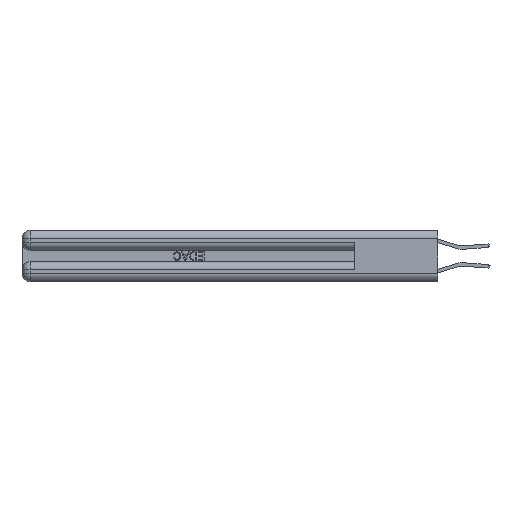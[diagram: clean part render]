
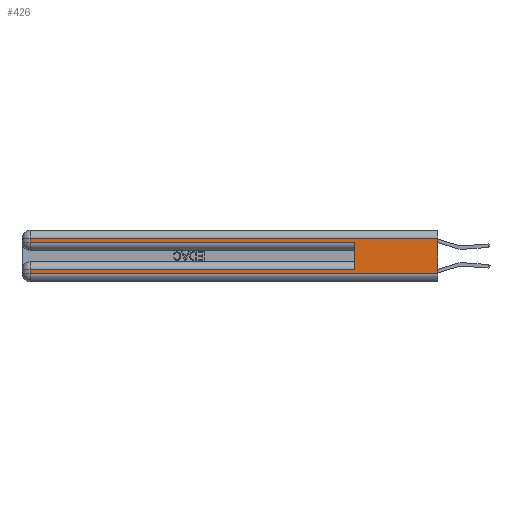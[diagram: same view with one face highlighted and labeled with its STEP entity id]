
A CAD part, left-side view. The second image highlights one B-rep face of the part: STEP entity #426.
In plain terms, the highlighted planar face has unit normal (-1, 0, 0).
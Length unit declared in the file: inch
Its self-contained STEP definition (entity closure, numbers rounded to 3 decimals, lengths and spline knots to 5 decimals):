
#426 = ADVANCED_FACE ( 'NONE', ( #4187 ), #19699, .F. ) ;
#1632 = VERTEX_POINT ( 'NONE', #24087 ) ;
#2265 = AXIS2_PLACEMENT_3D ( 'NONE', #29897, #22379, #9559 ) ;
#2779 = CARTESIAN_POINT ( 'NONE',  ( 0., 0.6, 0.285 ) ) ;
#3135 = CARTESIAN_POINT ( 'NONE',  ( 0., 2.94, 0.37 ) ) ;
#4187 = FACE_OUTER_BOUND ( 'NONE', #21323, .T. ) ;
#4372 = CARTESIAN_POINT ( 'NONE',  ( 0., 0., 0.06 ) ) ;
#4631 = ORIENTED_EDGE ( 'NONE', *, *, #27827, .F. ) ;
#5788 = CARTESIAN_POINT ( 'NONE',  ( 0., 0., 0.06 ) ) ;
#5925 = ORIENTED_EDGE ( 'NONE', *, *, #33174, .T. ) ;
#6124 = DIRECTION ( 'NONE',  ( 0., 1., 0. ) ) ;
#6488 = ORIENTED_EDGE ( 'NONE', *, *, #21568, .T. ) ;
#6597 = CARTESIAN_POINT ( 'NONE',  ( 0., 2.94, 0.37 ) ) ;
#6680 = VERTEX_POINT ( 'NONE', #30429 ) ;
#6805 = LINE ( 'NONE', #16473, #25630 ) ;
#6905 = VECTOR ( 'NONE', #18093, 39.37008 ) ;
#7103 = CARTESIAN_POINT ( 'NONE',  ( 0., 0., 0.31 ) ) ;
#7315 = ORIENTED_EDGE ( 'NONE', *, *, #15777, .T. ) ;
#8417 = LINE ( 'NONE', #4372, #21643 ) ;
#8958 = DIRECTION ( 'NONE',  ( 0., 0., -1. ) ) ;
#9559 = DIRECTION ( 'NONE',  ( 0., 0., -1. ) ) ;
#9877 = EDGE_CURVE ( 'NONE', #30620, #13159, #14910, .T. ) ;
#11337 = EDGE_CURVE ( 'NONE', #29780, #13159, #22845, .T. ) ;
#12563 = LINE ( 'NONE', #26775, #26204 ) ;
#12802 = ORIENTED_EDGE ( 'NONE', *, *, #29714, .T. ) ;
#13033 = VERTEX_POINT ( 'NONE', #5788 ) ;
#13079 = DIRECTION ( 'NONE',  ( 0., 0., -1. ) ) ;
#13159 = VERTEX_POINT ( 'NONE', #2779 ) ;
#13886 = CARTESIAN_POINT ( 'NONE',  ( 0., 0.6, 0.085 ) ) ;
#14000 = CARTESIAN_POINT ( 'NONE',  ( 0., 0., 0.37 ) ) ;
#14312 = DIRECTION ( 'NONE',  ( 0., -1., 0. ) ) ;
#14910 = LINE ( 'NONE', #17985, #6905 ) ;
#15194 = VERTEX_POINT ( 'NONE', #21623 ) ;
#15777 = EDGE_CURVE ( 'NONE', #15194, #30620, #29428, .T. ) ;
#16006 = LINE ( 'NONE', #3135, #32093 ) ;
#16473 = CARTESIAN_POINT ( 'NONE',  ( 0., 0., 0.31 ) ) ;
#16558 = VECTOR ( 'NONE', #27418, 39.37008 ) ;
#16591 = DIRECTION ( 'NONE',  ( 0., 0., 1. ) ) ;
#17985 = CARTESIAN_POINT ( 'NONE',  ( 0., 0., 0.285 ) ) ;
#18093 = DIRECTION ( 'NONE',  ( 0., -1., 0. ) ) ;
#18664 = VECTOR ( 'NONE', #8958, 39.37008 ) ;
#19699 = PLANE ( 'NONE',  #2265 ) ;
#20273 = LINE ( 'NONE', #14000, #18664 ) ;
#21323 = EDGE_LOOP ( 'NONE', ( #4631, #6488, #7315, #29598, #23803, #12802, #23879, #5925 ) ) ;
#21568 = EDGE_CURVE ( 'NONE', #27582, #15194, #6805, .T. ) ;
#21623 = CARTESIAN_POINT ( 'NONE',  ( 0., 2.94, 0.31 ) ) ;
#21643 = VECTOR ( 'NONE', #14312, 39.37008 ) ;
#22379 = DIRECTION ( 'NONE',  ( 1., 0., 0. ) ) ;
#22845 = LINE ( 'NONE', #24251, #23663 ) ;
#23663 = VECTOR ( 'NONE', #16591, 39.37008 ) ;
#23803 = ORIENTED_EDGE ( 'NONE', *, *, #11337, .F. ) ;
#23879 = ORIENTED_EDGE ( 'NONE', *, *, #31458, .T. ) ;
#24087 = CARTESIAN_POINT ( 'NONE',  ( 0., 2.94, 0.06 ) ) ;
#24251 = CARTESIAN_POINT ( 'NONE',  ( 0., 0.6, 0.145 ) ) ;
#25630 = VECTOR ( 'NONE', #6124, 39.37008 ) ;
#26204 = VECTOR ( 'NONE', #31622, 39.37008 ) ;
#26775 = CARTESIAN_POINT ( 'NONE',  ( 0., 0., 0.085 ) ) ;
#27418 = DIRECTION ( 'NONE',  ( 0., 0., -1. ) ) ;
#27582 = VERTEX_POINT ( 'NONE', #7103 ) ;
#27827 = EDGE_CURVE ( 'NONE', #27582, #13033, #20273, .T. ) ;
#29428 = LINE ( 'NONE', #6597, #16558 ) ;
#29598 = ORIENTED_EDGE ( 'NONE', *, *, #9877, .T. ) ;
#29714 = EDGE_CURVE ( 'NONE', #29780, #6680, #12563, .T. ) ;
#29780 = VERTEX_POINT ( 'NONE', #13886 ) ;
#29897 = CARTESIAN_POINT ( 'NONE',  ( 0., 0., 0.37 ) ) ;
#30429 = CARTESIAN_POINT ( 'NONE',  ( 0., 2.94, 0.085 ) ) ;
#30620 = VERTEX_POINT ( 'NONE', #32876 ) ;
#31458 = EDGE_CURVE ( 'NONE', #6680, #1632, #16006, .T. ) ;
#31622 = DIRECTION ( 'NONE',  ( 0., 1., 0. ) ) ;
#32093 = VECTOR ( 'NONE', #13079, 39.37008 ) ;
#32876 = CARTESIAN_POINT ( 'NONE',  ( 0., 2.94, 0.285 ) ) ;
#33174 = EDGE_CURVE ( 'NONE', #1632, #13033, #8417, .T. ) ;
